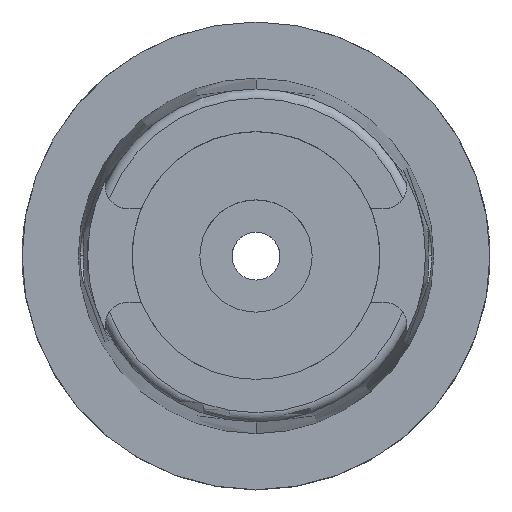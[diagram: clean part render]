
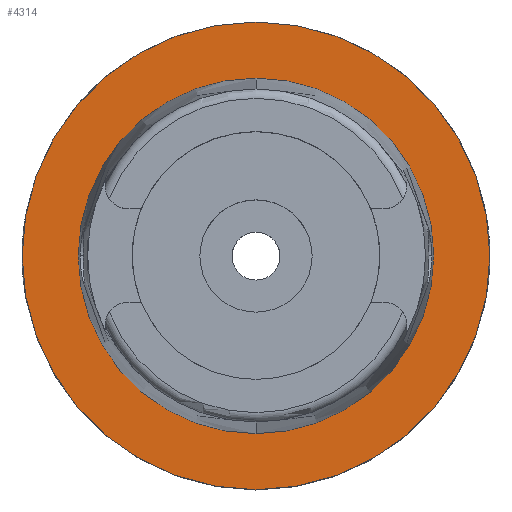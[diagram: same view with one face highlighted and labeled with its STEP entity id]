
A CAD part, top view. The second image highlights one B-rep face of the part: STEP entity #4314.
In plain terms, the highlighted planar face has unit normal (0, 0, 1).
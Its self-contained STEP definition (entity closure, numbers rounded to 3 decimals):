
#2106=CARTESIAN_POINT('',(0.,0.,0.));
#2107=DIRECTION('',(0.,0.,-1.));
#2108=DIRECTION('',(0.,-1.,0.));
#2109=AXIS2_PLACEMENT_3D('',#2106,#2107,#2108);
#2114=CARTESIAN_POINT('',(0.,0.,0.));
#2115=DIRECTION('',(0.,0.,-1.));
#2116=DIRECTION('',(0.,1.,0.));
#2117=AXIS2_PLACEMENT_3D('',#2114,#2115,#2116);
#2122=CARTESIAN_POINT('',(0.,0.,0.));
#2123=DIRECTION('',(0.,0.,1.));
#2124=DIRECTION('',(0.,-1.,0.));
#2125=AXIS2_PLACEMENT_3D('',#2122,#2123,#2124);
#2130=CARTESIAN_POINT('',(0.,0.,0.));
#2131=DIRECTION('',(0.,0.,1.));
#2132=DIRECTION('',(0.,1.,0.));
#2133=AXIS2_PLACEMENT_3D('',#2130,#2131,#2132);
#2454=CARTESIAN_POINT('',(0.,-38.,0.));
#2455=VERTEX_POINT('',#2454);
#2456=CARTESIAN_POINT('',(0.,38.,0.));
#2457=VERTEX_POINT('',#2456);
#2719=CARTESIAN_POINT('',(0.,50.,0.));
#2720=VERTEX_POINT('',#2719);
#2721=CARTESIAN_POINT('',(0.,-50.,0.));
#2722=VERTEX_POINT('',#2721);
#4301=CARTESIAN_POINT('',(0.,0.,0.));
#4302=DIRECTION('',(0.,0.,-1.));
#4303=DIRECTION('',(0.,-1.,0.));
#4304=AXIS2_PLACEMENT_3D('',#4301,#4302,#4303);
#4305=PLANE('',#4304);
#4306=ORIENTED_EDGE('',*,*,#4066,.T.);
#4307=ORIENTED_EDGE('',*,*,#4175,.T.);
#4308=EDGE_LOOP('',(#4306,#4307));
#4309=FACE_OUTER_BOUND('',#4308,.F.);
#4310=ORIENTED_EDGE('',*,*,#2962,.T.);
#4311=ORIENTED_EDGE('',*,*,#2933,.T.);
#4312=EDGE_LOOP('',(#4310,#4311));
#4313=FACE_BOUND('',#4312,.F.);
#2110=CIRCLE('',#2109,50.);
#2118=CIRCLE('',#2117,50.);
#2126=CIRCLE('',#2125,38.);
#2134=CIRCLE('',#2133,38.);
#2933=EDGE_CURVE('',#2457,#2455,#2134,.T.);
#2962=EDGE_CURVE('',#2455,#2457,#2126,.T.);
#4066=EDGE_CURVE('',#2722,#2720,#2110,.T.);
#4175=EDGE_CURVE('',#2720,#2722,#2118,.T.);
#4314=ADVANCED_FACE('',(#4309,#4313),#4305,.F.);
